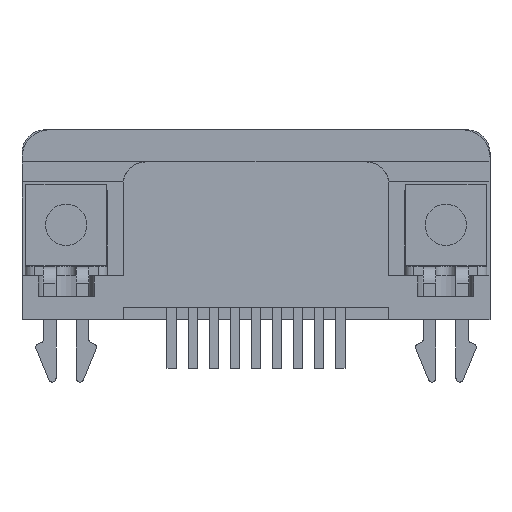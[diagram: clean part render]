
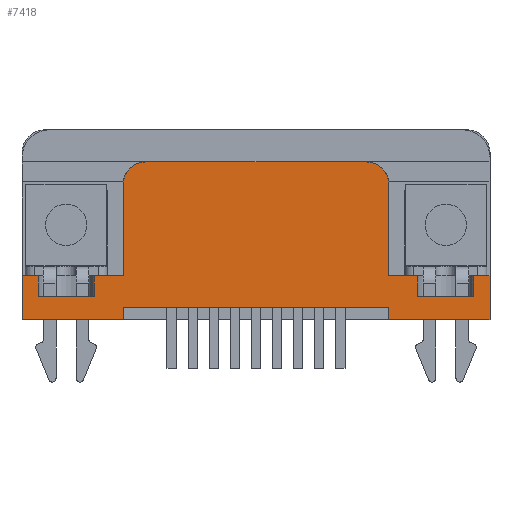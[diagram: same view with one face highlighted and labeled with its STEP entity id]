
A CAD part, front view. The second image highlights one B-rep face of the part: STEP entity #7418.
In plain terms, the highlighted planar face has unit normal (0, -1, 0).
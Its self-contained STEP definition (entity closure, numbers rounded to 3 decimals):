
#699=LINE($,#11834,#1436);
#703=LINE($,#11842,#1440);
#713=LINE($,#11865,#1450);
#716=LINE($,#11873,#1453);
#720=LINE($,#11909,#1457);
#728=LINE($,#11925,#1465);
#738=LINE($,#11946,#1475);
#746=LINE($,#11964,#1483);
#750=LINE($,#11971,#1487);
#754=LINE($,#11979,#1491);
#764=LINE($,#11997,#1501);
#767=LINE($,#12003,#1504);
#768=LINE($,#12005,#1505);
#769=LINE($,#12007,#1506);
#770=LINE($,#12008,#1507);
#771=LINE($,#12010,#1508);
#772=LINE($,#12011,#1509);
#773=LINE($,#12013,#1510);
#774=LINE($,#12017,#1511);
#775=LINE($,#12020,#1512);
#1436=VECTOR($,#9435,1.055);
#1440=VECTOR($,#9439,1.895);
#1450=VECTOR($,#9457,1.055);
#1453=VECTOR($,#9462,1.895);
#1457=VECTOR($,#9504,2.9);
#1465=VECTOR($,#9514,1.37);
#1475=VECTOR($,#9530,1.37);
#1483=VECTOR($,#9544,6.65);
#1487=VECTOR($,#9548,6.65);
#1491=VECTOR($,#9554,1.37);
#1501=VECTOR($,#9566,2.9);
#1504=VECTOR($,#9571,0.82);
#1505=VECTOR($,#9574,3.7);
#1506=VECTOR($,#9575,17.5);
#1507=VECTOR($,#9576,0.82);
#1508=VECTOR($,#9577,1.37);
#1509=VECTOR($,#9578,3.7);
#1510=VECTOR($,#9579,5.99);
#1511=VECTOR($,#9582,14.5);
#1512=VECTOR($,#9585,5.99);
#2097=FACE_OUTER_BOUND($,#2614,.T.);
#2614=EDGE_LOOP($,(#5997,#5998,#5999,#6000,#6001,#6002,#6003,#6004,#6005,
#6006,#6007,#6008,#6009,#6010,#6011,#6012,#6013,#6014,#6015,#6016,#6017,
#6018));
#2949=CIRCLE($,#8042,1.5);
#2950=CIRCLE($,#8043,1.5);
#3402=VERTEX_POINT($,#11831);
#3403=VERTEX_POINT($,#11833);
#3406=VERTEX_POINT($,#11839);
#3407=VERTEX_POINT($,#11841);
#3415=VERTEX_POINT($,#11862);
#3416=VERTEX_POINT($,#11864);
#3419=VERTEX_POINT($,#11870);
#3420=VERTEX_POINT($,#11872);
#3433=VERTEX_POINT($,#11907);
#3440=VERTEX_POINT($,#11924);
#3448=VERTEX_POINT($,#11944);
#3454=VERTEX_POINT($,#11961);
#3455=VERTEX_POINT($,#11963);
#3458=VERTEX_POINT($,#11969);
#3461=VERTEX_POINT($,#11978);
#3470=VERTEX_POINT($,#12001);
#3471=VERTEX_POINT($,#12006);
#3472=VERTEX_POINT($,#12009);
#3473=VERTEX_POINT($,#12012);
#3474=VERTEX_POINT($,#12014);
#3475=VERTEX_POINT($,#12016);
#3476=VERTEX_POINT($,#12018);
#4286=EDGE_CURVE($,#3403,#3402,#699,.T.);
#4290=EDGE_CURVE($,#3407,#3406,#703,.T.);
#4301=EDGE_CURVE($,#3416,#3415,#713,.T.);
#4305=EDGE_CURVE($,#3420,#3419,#716,.T.);
#4319=EDGE_CURVE($,#3433,#3415,#720,.T.);
#4327=EDGE_CURVE($,#3440,#3416,#728,.T.);
#4338=EDGE_CURVE($,#3448,#3419,#738,.T.);
#4348=EDGE_CURVE($,#3454,#3455,#746,.T.);
#4352=EDGE_CURVE($,#3458,#3433,#750,.T.);
#4356=EDGE_CURVE($,#3461,#3407,#754,.T.);
#4366=EDGE_CURVE($,#3454,#3403,#764,.T.);
#4369=EDGE_CURVE($,#3458,#3470,#767,.T.);
#4370=EDGE_CURVE($,#3440,#3448,#768,.T.);
#4371=EDGE_CURVE($,#3470,#3471,#769,.T.);
#4372=EDGE_CURVE($,#3455,#3471,#770,.T.);
#4373=EDGE_CURVE($,#3472,#3402,#771,.T.);
#4374=EDGE_CURVE($,#3461,#3472,#772,.T.);
#4375=EDGE_CURVE($,#3406,#3473,#773,.T.);
#4376=EDGE_CURVE($,#3473,#3474,#2949,.T.);
#4377=EDGE_CURVE($,#3474,#3475,#774,.T.);
#4378=EDGE_CURVE($,#3475,#3476,#2950,.T.);
#4379=EDGE_CURVE($,#3476,#3420,#775,.T.);
#5997=ORIENTED_EDGE($,*,*,#4370,.F.);
#5998=ORIENTED_EDGE($,*,*,#4327,.T.);
#5999=ORIENTED_EDGE($,*,*,#4301,.T.);
#6000=ORIENTED_EDGE($,*,*,#4319,.F.);
#6001=ORIENTED_EDGE($,*,*,#4352,.F.);
#6002=ORIENTED_EDGE($,*,*,#4369,.T.);
#6003=ORIENTED_EDGE($,*,*,#4371,.T.);
#6004=ORIENTED_EDGE($,*,*,#4372,.F.);
#6005=ORIENTED_EDGE($,*,*,#4348,.F.);
#6006=ORIENTED_EDGE($,*,*,#4366,.T.);
#6007=ORIENTED_EDGE($,*,*,#4286,.T.);
#6008=ORIENTED_EDGE($,*,*,#4373,.F.);
#6009=ORIENTED_EDGE($,*,*,#4374,.F.);
#6010=ORIENTED_EDGE($,*,*,#4356,.T.);
#6011=ORIENTED_EDGE($,*,*,#4290,.T.);
#6012=ORIENTED_EDGE($,*,*,#4375,.T.);
#6013=ORIENTED_EDGE($,*,*,#4376,.T.);
#6014=ORIENTED_EDGE($,*,*,#4377,.T.);
#6015=ORIENTED_EDGE($,*,*,#4378,.T.);
#6016=ORIENTED_EDGE($,*,*,#4379,.T.);
#6017=ORIENTED_EDGE($,*,*,#4305,.T.);
#6018=ORIENTED_EDGE($,*,*,#4338,.F.);
#7012=PLANE($,#8041);
#7418=ADVANCED_FACE($,(#2097),#7012,.T.);
#8041=AXIS2_PLACEMENT_3D($,#12004,#9572,#9573);
#8042=AXIS2_PLACEMENT_3D($,#12015,#9580,#9581);
#8043=AXIS2_PLACEMENT_3D($,#12019,#9583,#9584);
#9435=DIRECTION($,(-1.,0.,0.));
#9439=DIRECTION($,(-1.,0.,0.));
#9457=DIRECTION($,(-1.,0.,0.));
#9462=DIRECTION($,(-1.,0.,0.));
#9504=DIRECTION($,(0.,0.,1.));
#9514=DIRECTION($,(0.,0.,1.));
#9530=DIRECTION($,(0.,0.,1.));
#9544=DIRECTION($,(-1.,0.,0.));
#9548=DIRECTION($,(-1.,0.,0.));
#9554=DIRECTION($,(0.,0.,1.));
#9566=DIRECTION($,(0.,0.,1.));
#9571=DIRECTION($,(0.,0.,1.));
#9572=DIRECTION('center_axis',(0.,-1.,0.));
#9573=DIRECTION('ref_axis',(0.,0.,1.));
#9574=DIRECTION($,(1.,0.,0.));
#9575=DIRECTION($,(1.,0.,0.));
#9576=DIRECTION($,(0.,0.,1.));
#9577=DIRECTION($,(0.,0.,1.));
#9578=DIRECTION($,(1.,0.,0.));
#9579=DIRECTION($,(0.,0.,1.));
#9580=DIRECTION('center_axis',(0.,-1.,0.));
#9581=DIRECTION('ref_axis',(1.,0.,0.));
#9582=DIRECTION($,(-1.,0.,0.));
#9583=DIRECTION('center_axis',(0.,-1.,0.));
#9584=DIRECTION('ref_axis',(0.,0.,1.));
#9585=DIRECTION($,(0.,0.,-1.));
#11831=CARTESIAN_POINT('',(14.345,-2.902,2.925));
#11833=CARTESIAN_POINT('',(15.4,-2.902,2.925));
#11834=CARTESIAN_POINT($,(15.4,-2.902,2.925));
#11839=CARTESIAN_POINT('',(8.75,-2.902,2.925));
#11841=CARTESIAN_POINT('',(10.645,-2.902,2.925));
#11842=CARTESIAN_POINT($,(10.645,-2.902,2.925));
#11862=CARTESIAN_POINT('',(-15.4,-2.902,2.925));
#11864=CARTESIAN_POINT('',(-14.345,-2.902,2.925));
#11865=CARTESIAN_POINT($,(-14.345,-2.902,2.925));
#11870=CARTESIAN_POINT('',(-10.645,-2.902,2.925));
#11872=CARTESIAN_POINT('',(-8.75,-2.902,2.925));
#11873=CARTESIAN_POINT($,(-8.75,-2.902,2.925));
#11907=CARTESIAN_POINT('',(-15.4,-2.902,0.025));
#11909=CARTESIAN_POINT($,(-15.4,-2.902,0.025));
#11924=CARTESIAN_POINT('',(-14.345,-2.902,1.555));
#11925=CARTESIAN_POINT($,(-14.345,-2.902,1.555));
#11944=CARTESIAN_POINT('',(-10.645,-2.902,1.555));
#11946=CARTESIAN_POINT($,(-10.645,-2.902,1.555));
#11961=CARTESIAN_POINT('',(15.4,-2.902,0.025));
#11963=CARTESIAN_POINT('',(8.75,-2.902,0.025));
#11964=CARTESIAN_POINT($,(15.4,-2.902,0.025));
#11969=CARTESIAN_POINT('',(-8.75,-2.902,0.025));
#11971=CARTESIAN_POINT($,(-8.75,-2.902,0.025));
#11978=CARTESIAN_POINT('',(10.645,-2.902,1.555));
#11979=CARTESIAN_POINT($,(10.645,-2.902,1.555));
#11997=CARTESIAN_POINT($,(15.4,-2.902,0.025));
#12001=CARTESIAN_POINT('',(-8.75,-2.902,0.845));
#12003=CARTESIAN_POINT($,(-8.75,-2.902,0.025));
#12004=CARTESIAN_POINT('Origin',(15.4,-2.902,0.025));
#12005=CARTESIAN_POINT($,(-14.345,-2.902,1.555));
#12006=CARTESIAN_POINT('',(8.75,-2.902,0.845));
#12007=CARTESIAN_POINT($,(-8.75,-2.902,0.845));
#12008=CARTESIAN_POINT($,(8.75,-2.902,0.025));
#12009=CARTESIAN_POINT('',(14.345,-2.902,1.555));
#12010=CARTESIAN_POINT($,(14.345,-2.902,1.555));
#12011=CARTESIAN_POINT($,(10.645,-2.902,1.555));
#12012=CARTESIAN_POINT('',(8.75,-2.902,8.915));
#12013=CARTESIAN_POINT($,(8.75,-2.902,2.925));
#12014=CARTESIAN_POINT('',(7.25,-2.902,10.415));
#12015=CARTESIAN_POINT('Origin',(7.25,-2.902,8.915));
#12016=CARTESIAN_POINT('',(-7.25,-2.902,10.415));
#12017=CARTESIAN_POINT($,(7.25,-2.902,10.415));
#12018=CARTESIAN_POINT('',(-8.75,-2.902,8.915));
#12019=CARTESIAN_POINT('Origin',(-7.25,-2.902,8.915));
#12020=CARTESIAN_POINT($,(-8.75,-2.902,8.915));
